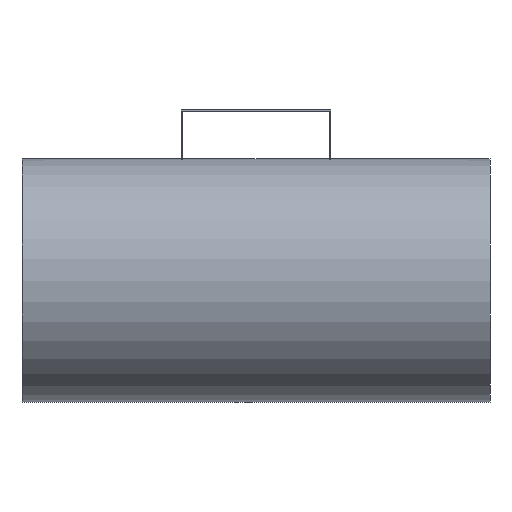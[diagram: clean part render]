
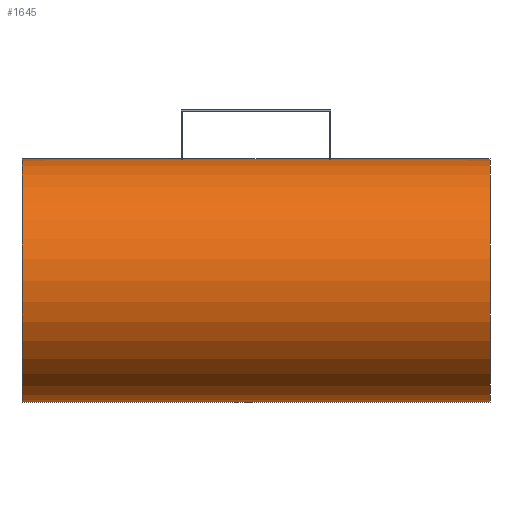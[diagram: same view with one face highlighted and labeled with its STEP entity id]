
A CAD part, left-side view. The second image highlights one B-rep face of the part: STEP entity #1645.
In plain terms, the highlighted cylindrical face has radius 130.15 mm (diameter 260.3 mm), a partial arc.
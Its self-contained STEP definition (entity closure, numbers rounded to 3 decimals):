
#1191=CARTESIAN_POINT('',(0.,-250.,0.));
#1192=DIRECTION('',(0.,1.,0.));
#1193=DIRECTION('',(-1.,0.,0.));
#1194=AXIS2_PLACEMENT_3D('',#1191,#1192,#1193);
#1289=DIRECTION('',(0.,1.,0.));
#1290=VECTOR('',#1289,170.);
#1291=CARTESIAN_POINT('',(130.15,80.,0.));
#1292=LINE('',#1291,#1290);
#1293=DIRECTION('',(0.,1.,0.));
#1294=VECTOR('',#1293,170.);
#1295=CARTESIAN_POINT('',(130.15,-250.,0.));
#1296=LINE('',#1295,#1294);
#1311=DIRECTION('',(0.,1.,0.));
#1312=VECTOR('',#1311,157.);
#1313=CARTESIAN_POINT('',(130.15,-78.5,0.));
#1314=LINE('',#1313,#1312);
#1324=CARTESIAN_POINT('',(0.,80.,0.));
#1325=DIRECTION('',(0.,1.,0.));
#1326=DIRECTION('',(0.988,0.,0.154));
#1327=AXIS2_PLACEMENT_3D('',#1324,#1325,#1326);
#1329=DIRECTION('',(0.,1.,0.));
#1330=VECTOR('',#1329,1.5);
#1331=CARTESIAN_POINT('',(128.604,78.5,20.));
#1332=LINE('',#1331,#1330);
#1333=CARTESIAN_POINT('',(0.,78.5,0.));
#1334=DIRECTION('',(0.,1.,0.));
#1335=DIRECTION('',(0.988,0.,0.154));
#1336=AXIS2_PLACEMENT_3D('',#1333,#1334,#1335);
#1338=CARTESIAN_POINT('',(0.,-78.5,0.));
#1339=DIRECTION('',(0.,1.,0.));
#1340=DIRECTION('',(0.988,0.,0.154));
#1341=AXIS2_PLACEMENT_3D('',#1338,#1339,#1340);
#1343=DIRECTION('',(0.,1.,0.));
#1344=VECTOR('',#1343,1.5);
#1345=CARTESIAN_POINT('',(128.604,-80.,20.));
#1346=LINE('',#1345,#1344);
#1347=CARTESIAN_POINT('',(0.,-80.,0.));
#1348=DIRECTION('',(0.,1.,0.));
#1349=DIRECTION('',(0.988,0.,0.154));
#1350=AXIS2_PLACEMENT_3D('',#1347,#1348,#1349);
#1352=DIRECTION('',(0.,1.,0.));
#1353=VECTOR('',#1352,500.);
#1354=CARTESIAN_POINT('',(-130.15,-250.,0.));
#1355=LINE('',#1354,#1353);
#1387=CARTESIAN_POINT('',(0.,250.,0.));
#1388=DIRECTION('',(0.,1.,0.));
#1389=DIRECTION('',(-1.,0.,0.));
#1390=AXIS2_PLACEMENT_3D('',#1387,#1388,#1389);
#1396=CARTESIAN_POINT('',(130.15,-250.,0.));
#1397=CARTESIAN_POINT('',(-130.15,-250.,0.));
#1398=VERTEX_POINT('',#1396);
#1399=VERTEX_POINT('',#1397);
#1404=CARTESIAN_POINT('',(130.15,250.,0.));
#1405=CARTESIAN_POINT('',(-130.15,250.,0.));
#1406=VERTEX_POINT('',#1404);
#1407=VERTEX_POINT('',#1405);
#1432=CARTESIAN_POINT('',(130.15,80.,0.));
#1434=VERTEX_POINT('',#1432);
#1436=CARTESIAN_POINT('',(130.15,78.5,0.));
#1438=VERTEX_POINT('',#1436);
#1440=CARTESIAN_POINT('',(130.15,-78.5,0.));
#1442=VERTEX_POINT('',#1440);
#1444=CARTESIAN_POINT('',(130.15,-80.,0.));
#1446=VERTEX_POINT('',#1444);
#1448=CARTESIAN_POINT('',(128.604,80.,20.));
#1449=VERTEX_POINT('',#1448);
#1450=CARTESIAN_POINT('',(128.604,78.5,20.));
#1451=VERTEX_POINT('',#1450);
#1452=CARTESIAN_POINT('',(128.604,-78.5,20.));
#1453=VERTEX_POINT('',#1452);
#1454=CARTESIAN_POINT('',(128.604,-80.,20.));
#1455=VERTEX_POINT('',#1454);
#1622=CARTESIAN_POINT('',(0.,-250.,0.));
#1623=DIRECTION('',(0.,1.,0.));
#1624=DIRECTION('',(1.,0.,0.));
#1625=AXIS2_PLACEMENT_3D('',#1622,#1623,#1624);
#1626=CYLINDRICAL_SURFACE('',#1625,130.15);
#1627=ORIENTED_EDGE('',*,*,#1513,.F.);
#1628=ORIENTED_EDGE('',*,*,#1532,.F.);
#1629=ORIENTED_EDGE('',*,*,#1550,.T.);
#1630=ORIENTED_EDGE('',*,*,#1615,.F.);
#1632=ORIENTED_EDGE('',*,*,#1631,.F.);
#1634=ORIENTED_EDGE('',*,*,#1633,.F.);
#1636=ORIENTED_EDGE('',*,*,#1635,.T.);
#1637=ORIENTED_EDGE('',*,*,#1607,.F.);
#1638=ORIENTED_EDGE('',*,*,#1463,.F.);
#1639=ORIENTED_EDGE('',*,*,#1604,.T.);
#1641=ORIENTED_EDGE('',*,*,#1640,.T.);
#1642=ORIENTED_EDGE('',*,*,#1600,.F.);
#1643=EDGE_LOOP('',(#1627,#1628,#1629,#1630,#1632,#1634,#1636,#1637,#1638,#1639,
#1641,#1642));
#1644=FACE_OUTER_BOUND('',#1643,.F.);
#1645=ADVANCED_FACE('',(#1644),#1626,.T.);
#1195=CIRCLE('',#1194,130.15);
#1328=CIRCLE('',#1327,130.15);
#1337=CIRCLE('',#1336,130.15);
#1342=CIRCLE('',#1341,130.15);
#1351=CIRCLE('',#1350,130.15);
#1391=CIRCLE('',#1390,130.15);
#1463=EDGE_CURVE('',#1399,#1398,#1195,.T.);
#1513=EDGE_CURVE('',#1449,#1434,#1328,.T.);
#1532=EDGE_CURVE('',#1451,#1449,#1332,.T.);
#1550=EDGE_CURVE('',#1451,#1438,#1337,.T.);
#1600=EDGE_CURVE('',#1434,#1406,#1292,.T.);
#1604=EDGE_CURVE('',#1399,#1407,#1355,.T.);
#1607=EDGE_CURVE('',#1398,#1446,#1296,.T.);
#1615=EDGE_CURVE('',#1442,#1438,#1314,.T.);
#1631=EDGE_CURVE('',#1453,#1442,#1342,.T.);
#1633=EDGE_CURVE('',#1455,#1453,#1346,.T.);
#1635=EDGE_CURVE('',#1455,#1446,#1351,.T.);
#1640=EDGE_CURVE('',#1407,#1406,#1391,.T.);
